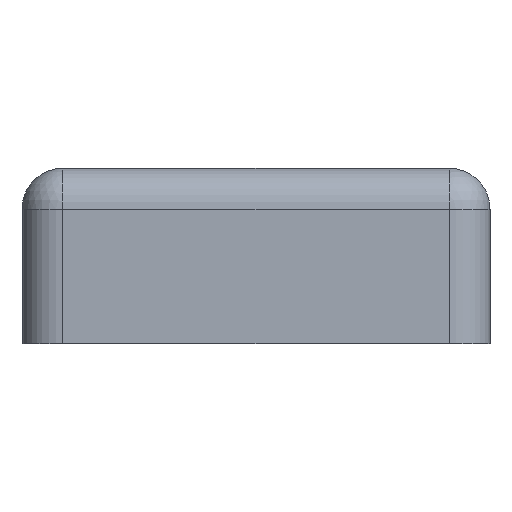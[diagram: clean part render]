
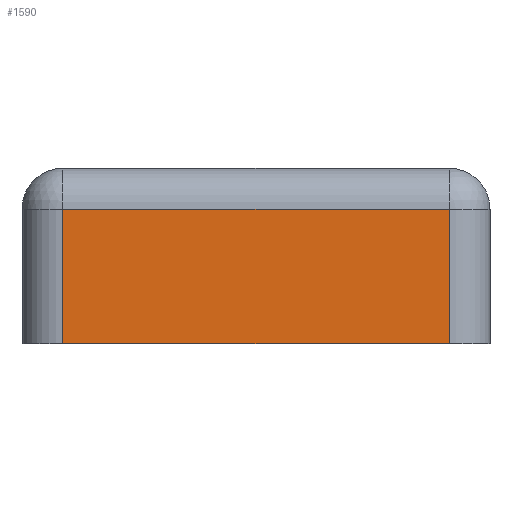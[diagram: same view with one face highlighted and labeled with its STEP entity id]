
A CAD part, front view. The second image highlights one B-rep face of the part: STEP entity #1590.
In plain terms, the highlighted planar face has unit normal (0, -1, 0).
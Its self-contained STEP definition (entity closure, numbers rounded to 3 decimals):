
#718=CARTESIAN_POINT('',(191.466,76.783,11.5));
#719=VERTEX_POINT('',#718);
#788=CARTESIAN_POINT('',(158.466,76.783,11.5));
#789=VERTEX_POINT('',#788);
#936=CARTESIAN_POINT('',(158.466,76.783,0.0));
#937=VERTEX_POINT('',#936);
#945=CARTESIAN_POINT('',(158.466,76.783,0.0));
#946=DIRECTION('',(0.0,0.0,1.0));
#947=VECTOR('',#946,11.5);
#948=LINE('',#945,#947);
#949=EDGE_CURVE('',#937,#789,#948,.T.);
#967=CARTESIAN_POINT('',(158.466,76.783,11.5));
#968=DIRECTION('',(1.0,0.0,0.0));
#969=VECTOR('',#968,33.0);
#970=LINE('',#967,#969);
#971=EDGE_CURVE('',#789,#719,#970,.T.);
#1042=CARTESIAN_POINT('',(191.466,76.783,0.0));
#1043=VERTEX_POINT('',#1042);
#1060=CARTESIAN_POINT('',(191.466,76.783,11.5));
#1061=DIRECTION('',(0.0,0.0,-1.0));
#1062=VECTOR('',#1061,11.5);
#1063=LINE('',#1060,#1062);
#1064=EDGE_CURVE('',#719,#1043,#1063,.T.);
#1574=CARTESIAN_POINT('',(194.966,76.783,0.0));
#1575=DIRECTION('',(0.0,-1.0,0.0));
#1576=DIRECTION('',(0.0,0.0,-1.0));
#1577=AXIS2_PLACEMENT_3D('',#1574,#1575,#1576);
#1578=PLANE('',#1577);
#1579=ORIENTED_EDGE('',*,*,#949,.F.);
#1580=CARTESIAN_POINT('',(191.466,76.783,0.0));
#1581=DIRECTION('',(-1.0,0.0,0.0));
#1582=VECTOR('',#1581,33.0);
#1583=LINE('',#1580,#1582);
#1584=EDGE_CURVE('',#1043,#937,#1583,.T.);
#1585=ORIENTED_EDGE('',*,*,#1584,.F.);
#1586=ORIENTED_EDGE('',*,*,#1064,.F.);
#1587=ORIENTED_EDGE('',*,*,#971,.F.);
#1588=EDGE_LOOP('',(#1579,#1585,#1586,#1587));
#1589=FACE_OUTER_BOUND('',#1588,.T.);
#1590=ADVANCED_FACE('',(#1589),#1578,.T.);
